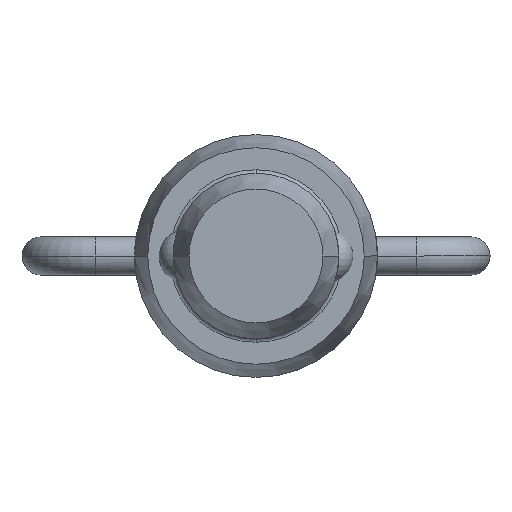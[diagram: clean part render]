
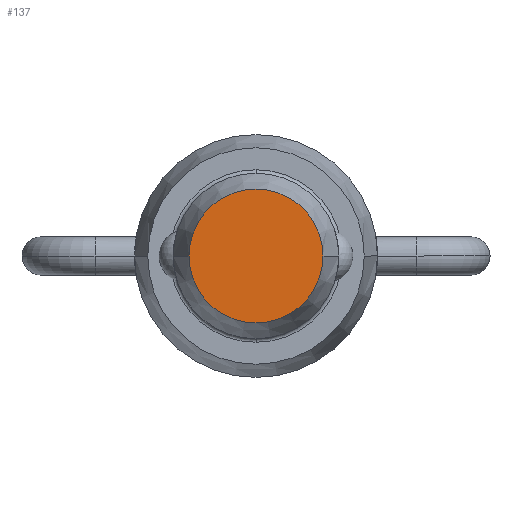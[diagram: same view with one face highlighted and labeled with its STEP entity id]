
A CAD part, front view. The second image highlights one B-rep face of the part: STEP entity #137.
In plain terms, the highlighted planar face has unit normal (0, -1, 0).
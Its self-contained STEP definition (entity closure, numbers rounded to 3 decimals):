
#137=ADVANCED_FACE('',(#275),#276,.T.);
#275=FACE_OUTER_BOUND('',#408,.T.);
#276=PLANE('',#409);
#408=EDGE_LOOP('',(#747,#748));
#409=AXIS2_PLACEMENT_3D('',#749,#750,#751);
#747=ORIENTED_EDGE('',*,*,#799,.T.);
#748=ORIENTED_EDGE('',*,*,#841,.T.);
#749=CARTESIAN_POINT('',(-2.381,-39.751,0.0));
#750=DIRECTION('',(0.,-1.0,0.0));
#751=DIRECTION('',(1.0,0.,0.0));
#799=EDGE_CURVE('',#943,#948,#950,.T.);
#841=EDGE_CURVE('',#948,#943,#1025,.T.);
#943=VERTEX_POINT('',#1168);
#948=VERTEX_POINT('',#1174);
#950=CIRCLE('',#1177,3.853);
#1025=CIRCLE('',#1329,3.853);
#1168=CARTESIAN_POINT('',(-3.853,-39.751,0.0));
#1174=CARTESIAN_POINT('',(3.853,-39.751,0.));
#1177=AXIS2_PLACEMENT_3D('',#1551,#1552,#1553);
#1329=AXIS2_PLACEMENT_3D('',#1625,#1626,#1627);
#1551=CARTESIAN_POINT('',(0.0,-39.751,0.0));
#1552=DIRECTION('',(0.,-1.0,0.0));
#1553=DIRECTION('',(-1.0,0.,0.0));
#1625=CARTESIAN_POINT('',(0.0,-39.751,0.0));
#1626=DIRECTION('',(0.,-1.0,0.0));
#1627=DIRECTION('',(-1.0,0.,0.0));
